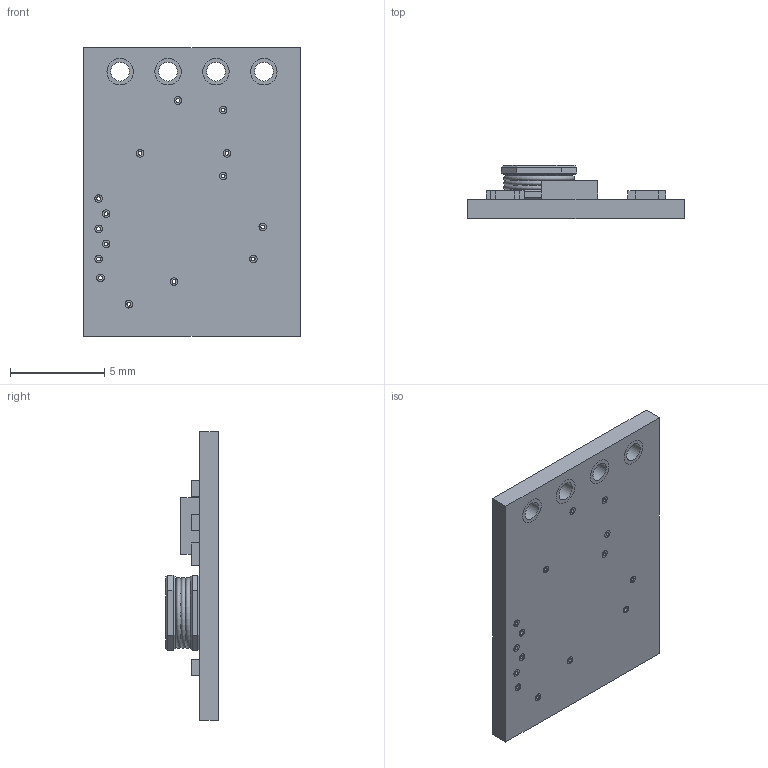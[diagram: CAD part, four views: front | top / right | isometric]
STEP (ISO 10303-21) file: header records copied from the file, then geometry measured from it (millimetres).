
FILE_DESCRIPTION (( 'STEP AP214' ), '1' );
FILE_NAME ('U1V11F3, Pololu 3.3V Step-Up Voltage Regulator.STEP', '2024-05-20T11:46:35', ( '' ), ( '' ), 'SwSTEP 2.0', 'SolidWorks 2024', '' );
FILE_SCHEMA (( 'AUTOMOTIVE_DESIGN' ));
Length unit declared in the file: millimetre
Products named in the file (1): U1V11F3, Pololu 3.3V Step-Up Voltage Regulator
Bounding box: 11.5 x 2.8 x 15.3 mm (x, y, z)
Volume: 210 mm3; surface area: 606.1 mm2
Topology: 33 solids, 33 shells, 470 faces, 1017 edges, 667 vertices
Faces by surface type: plane 375, cylinder 60, bspline 30, torus 3, cone 2
Full cylindrical faces by diameter (mm): 0.2 x15, 0.4 x30, 0.8 x2, 1 x4, 1.4 x8, 3 x1
Entity records: 19326 total; most frequent: CARTESIAN_POINT 3878, DIRECTION 1887, ORIENTED_EDGE 1886, EDGE_CURVE 943, LINE 761, VECTOR 761, VERTEX_POINT 658, EDGE_LOOP 627
